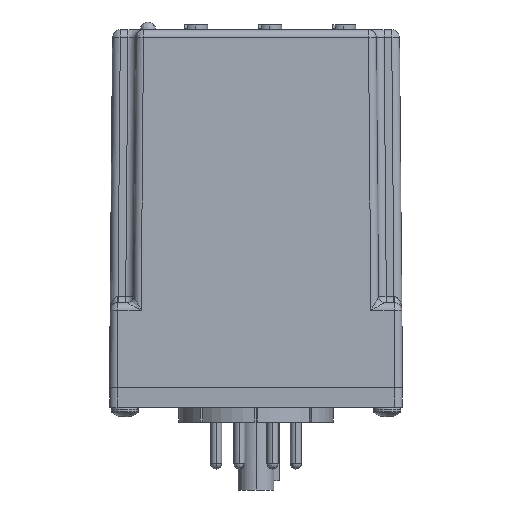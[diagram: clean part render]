
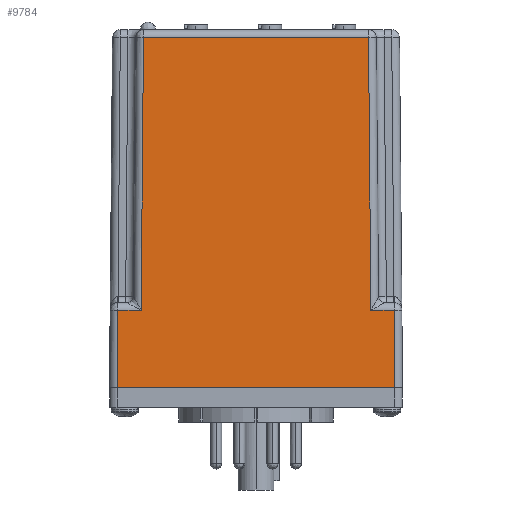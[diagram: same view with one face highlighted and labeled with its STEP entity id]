
A CAD part, left-side view. The second image highlights one B-rep face of the part: STEP entity #9784.
In plain terms, the highlighted planar face has unit normal (-1, 0, 0.009).
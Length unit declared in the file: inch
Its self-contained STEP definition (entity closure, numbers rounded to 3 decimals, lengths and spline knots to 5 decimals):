
#215 = EDGE_CURVE ( 'NONE', #16152, #14323, #7470, .T. ) ;
#261 = AXIS2_PLACEMENT_3D ( 'NONE', #9194, #484, #3595 ) ;
#484 = DIRECTION ( 'NONE',  ( -1., 0., 0.009 ) ) ;
#1375 = VECTOR ( 'NONE', #13431, 39.37008 ) ;
#2203 = VECTOR ( 'NONE', #14413, 39.37008 ) ;
#2238 = VERTEX_POINT ( 'NONE', #5216 ) ;
#2505 = VERTEX_POINT ( 'NONE', #22480 ) ;
#3529 = EDGE_CURVE ( 'NONE', #19835, #2505, #19906, .T. ) ;
#3595 = DIRECTION ( 'NONE',  ( 0.009, 0., 1. ) ) ;
#4077 = LINE ( 'NONE', #7842, #17254 ) ;
#4228 = ORIENTED_EDGE ( 'NONE', *, *, #3529, .T. ) ;
#4232 = CARTESIAN_POINT ( 'NONE',  ( -0.86954, -1.1875, 0.62555 ) ) ;
#5216 = CARTESIAN_POINT ( 'NONE',  ( -0.85024, -0.91174, 2.83755 ) ) ;
#5495 = CARTESIAN_POINT ( 'NONE',  ( -0.86954, -0.93104, 0.62555 ) ) ;
#5634 = ORIENTED_EDGE ( 'NONE', *, *, #7455, .T. ) ;
#5720 = DIRECTION ( 'NONE',  ( 0., 1., 0. ) ) ;
#5848 = VECTOR ( 'NONE', #6065, 39.37008 ) ;
#6065 = DIRECTION ( 'NONE',  ( 0.009, 0.009, 1. ) ) ;
#7131 = CARTESIAN_POINT ( 'NONE',  ( -0.875, -1.1875, 0. ) ) ;
#7175 = EDGE_LOOP ( 'NONE', ( #17744, #21753, #4228, #17395, #12068, #22336, #5634, #7820 ) ) ;
#7455 = EDGE_CURVE ( 'NONE', #14323, #14431, #4077, .T. ) ;
#7470 = LINE ( 'NONE', #7131, #18781 ) ;
#7508 = DIRECTION ( 'NONE',  ( 0.009, 0.009, 1. ) ) ;
#7532 = LINE ( 'NONE', #16136, #20798 ) ;
#7666 = LINE ( 'NONE', #4232, #17552 ) ;
#7820 = ORIENTED_EDGE ( 'NONE', *, *, #10650, .T. ) ;
#7842 = CARTESIAN_POINT ( 'NONE',  ( -0.875, -1.1245, 0. ) ) ;
#7995 = DIRECTION ( 'NONE',  ( 0., 1., 0. ) ) ;
#8739 = VECTOR ( 'NONE', #12495, 39.37008 ) ;
#9194 = CARTESIAN_POINT ( 'NONE',  ( -0.875, -1.1875, 0. ) ) ;
#9576 = CARTESIAN_POINT ( 'NONE',  ( -0.85024, 0.91174, 2.83755 ) ) ;
#9784 = ADVANCED_FACE ( 'NONE', ( #19284 ), #17909, .T. ) ;
#10650 = EDGE_CURVE ( 'NONE', #14431, #22339, #15524, .T. ) ;
#12068 = ORIENTED_EDGE ( 'NONE', *, *, #12950, .T. ) ;
#12495 = DIRECTION ( 'NONE',  ( -0.009, 0.009, -1. ) ) ;
#12688 = CARTESIAN_POINT ( 'NONE',  ( -0.875, -1.1245, 0. ) ) ;
#12823 = EDGE_CURVE ( 'NONE', #22339, #2238, #21887, .T. ) ;
#12871 = CARTESIAN_POINT ( 'NONE',  ( -0.85024, 0.91174, 2.83755 ) ) ;
#12950 = EDGE_CURVE ( 'NONE', #20284, #16152, #17510, .T. ) ;
#13431 = DIRECTION ( 'NONE',  ( 0., 1., 0. ) ) ;
#13805 = CARTESIAN_POINT ( 'NONE',  ( -0.86954, -1.1875, 0.62555 ) ) ;
#14323 = VERTEX_POINT ( 'NONE', #12688 ) ;
#14413 = DIRECTION ( 'NONE',  ( -0.009, 0.009, -1. ) ) ;
#14431 = VERTEX_POINT ( 'NONE', #20790 ) ;
#15524 = LINE ( 'NONE', #13805, #1375 ) ;
#16136 = CARTESIAN_POINT ( 'NONE',  ( -0.85024, -1.1875, 2.83755 ) ) ;
#16152 = VERTEX_POINT ( 'NONE', #18937 ) ;
#16383 = CARTESIAN_POINT ( 'NONE',  ( -0.86954, -0.93104, 0.62555 ) ) ;
#17254 = VECTOR ( 'NONE', #7508, 39.37008 ) ;
#17395 = ORIENTED_EDGE ( 'NONE', *, *, #21304, .T. ) ;
#17466 = CARTESIAN_POINT ( 'NONE',  ( -0.86954, 1.11904, 0.62555 ) ) ;
#17510 = LINE ( 'NONE', #19350, #8739 ) ;
#17552 = VECTOR ( 'NONE', #7995, 39.37008 ) ;
#17744 = ORIENTED_EDGE ( 'NONE', *, *, #12823, .T. ) ;
#17909 = PLANE ( 'NONE',  #261 ) ;
#18556 = EDGE_CURVE ( 'NONE', #2238, #19835, #7532, .T. ) ;
#18781 = VECTOR ( 'NONE', #19623, 39.37008 ) ;
#18937 = CARTESIAN_POINT ( 'NONE',  ( -0.875, 1.1245, 0. ) ) ;
#19284 = FACE_OUTER_BOUND ( 'NONE', #7175, .T. ) ;
#19350 = CARTESIAN_POINT ( 'NONE',  ( -0.86954, 1.11904, 0.62555 ) ) ;
#19623 = DIRECTION ( 'NONE',  ( 0., -1., 0. ) ) ;
#19835 = VERTEX_POINT ( 'NONE', #12871 ) ;
#19906 = LINE ( 'NONE', #9576, #2203 ) ;
#20284 = VERTEX_POINT ( 'NONE', #17466 ) ;
#20790 = CARTESIAN_POINT ( 'NONE',  ( -0.86954, -1.11904, 0.62555 ) ) ;
#20798 = VECTOR ( 'NONE', #5720, 39.37008 ) ;
#21304 = EDGE_CURVE ( 'NONE', #2505, #20284, #7666, .T. ) ;
#21753 = ORIENTED_EDGE ( 'NONE', *, *, #18556, .T. ) ;
#21887 = LINE ( 'NONE', #16383, #5848 ) ;
#22336 = ORIENTED_EDGE ( 'NONE', *, *, #215, .T. ) ;
#22339 = VERTEX_POINT ( 'NONE', #5495 ) ;
#22480 = CARTESIAN_POINT ( 'NONE',  ( -0.86954, 0.93104, 0.62555 ) ) ;
